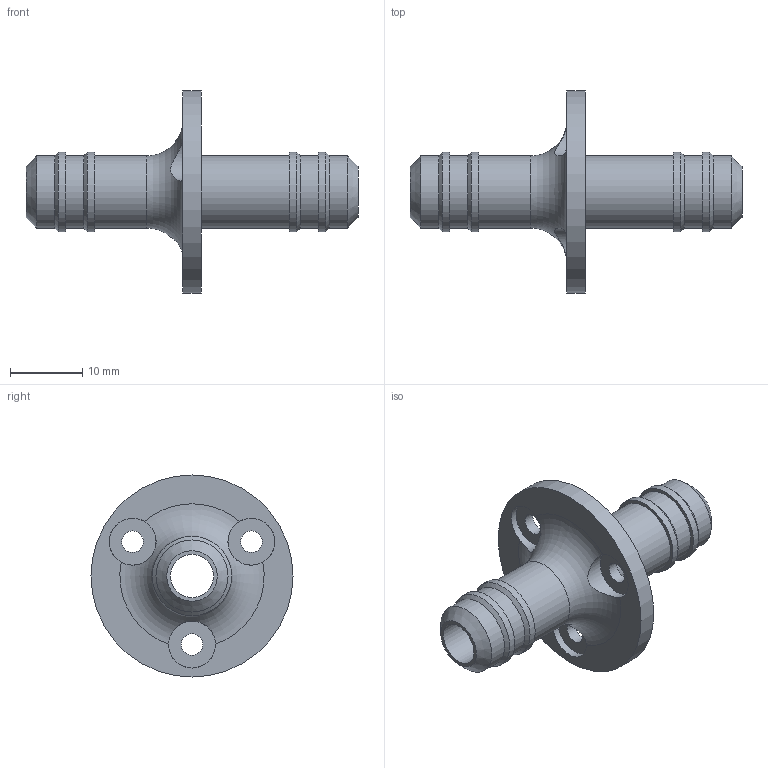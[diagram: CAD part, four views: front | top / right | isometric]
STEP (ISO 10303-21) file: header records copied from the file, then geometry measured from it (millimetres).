
FILE_DESCRIPTION(/* description */ (''),/* implementation_level */ '2;1');
FILE_NAME(/* name */ 'Silent Box Adapter Outlet.step',/* time_stamp */ '2021-07-21T17:47:59+02:00',/* author */ (''),/* organization */ (''),/* preprocessor_version */ 'ST-DEVELOPER v18.1',/* originating_system */ 'Autodesk Translation Framework v10.9.0.1377',/* authorisation */ '');
FILE_SCHEMA (('AUTOMOTIVE_DESIGN { 1 0 10303 214 3 1 1 }'));
Length unit declared in the file: millimetre
Products named in the file (1): Silent Box Adapter Outlet
Bounding box: 46 x 28 x 28 mm (x, y, z)
Volume: 3728.1 mm3; surface area: 3699.1 mm2
Topology: 1 solids, 1 shells, 36 faces, 74 edges, 46 vertices
Faces by surface type: cylinder 18, plane 11, cone 6, torus 1
Full cylindrical faces by diameter (mm): 3 x3, 6 x1, 6.5 x3, 10 x6, 11 x4, 28 x1
Entity records: 1083 total; most frequent: CARTESIAN_POINT 238, DIRECTION 188, ORIENTED_EDGE 148, AXIS2_PLACEMENT_3D 82, EDGE_CURVE 74, EDGE_LOOP 50, VERTEX_POINT 46, CIRCLE 45
